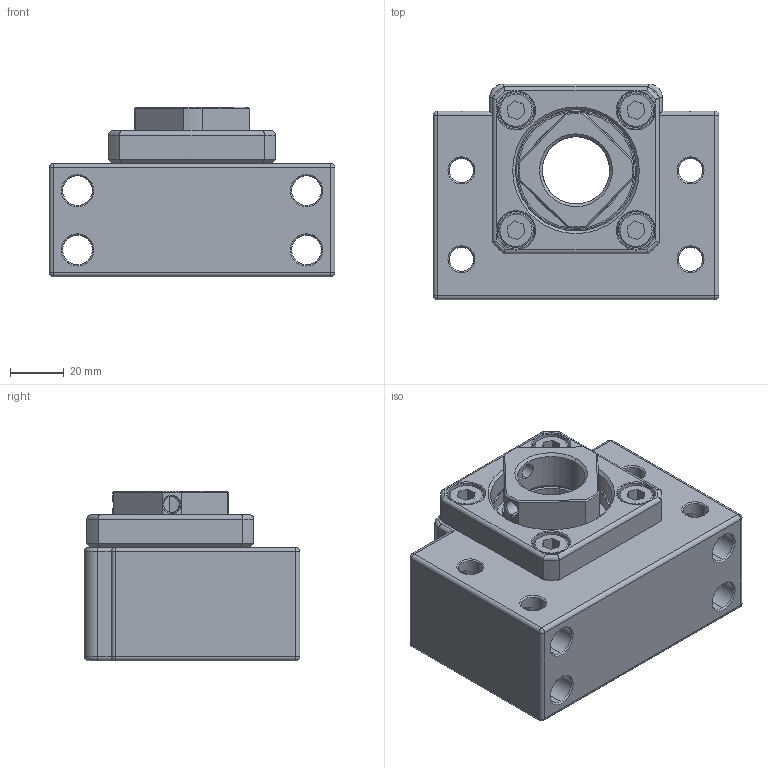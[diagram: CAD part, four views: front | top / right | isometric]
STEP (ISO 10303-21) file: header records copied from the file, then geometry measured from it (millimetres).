
FILE_DESCRIPTION (( 'STEP AP214' ), '1' );
FILE_NAME ('BK25疒玉.STEP', '2018-12-10T05:02:50', ( 'Windows 荤侩磊' ), ( '' ), 'SwSTEP 2.0', 'SolidWorks 2013', '' );
FILE_SCHEMA (( 'AUTOMOTIVE_DESIGN' ));
Length unit declared in the file: millimetre
Products named in the file (8): 7205 軸承; BK25軸承座_體(成_); BK25疒玉; M8X10L螺絲; BK25鎖固螺帽(成_); BK25間隔環; BK25軸承_(成_); 25軸封
Assembly tree (12 placements, depth 2):
  BK25疒玉
    BK25軸承座_體(成_)
    7205 軸承  x2
    25軸封  x2
    BK25軸承_(成_)
    BK25間隔環
    BK25鎖固螺帽(成_)
    M8X10L螺絲  x4
Bounding box: 106 x 80 x 63 mm (x, y, z)
Volume: 287636.4 mm3; surface area: 99156.1 mm2
Topology: 40 solids, 40 shells, 604 faces, 1461 edges, 873 vertices
Faces by surface type: cylinder 187, cone 134, plane 117, torus 78, sphere 60, bspline 28
Entity records: 18020 total; most frequent: CARTESIAN_POINT 7169, DIRECTION 2240, ORIENTED_EDGE 2054, EDGE_CURVE 1027, AXIS2_PLACEMENT_3D 940, VERTEX_POINT 615, EDGE_LOOP 504, CIRCLE 495
